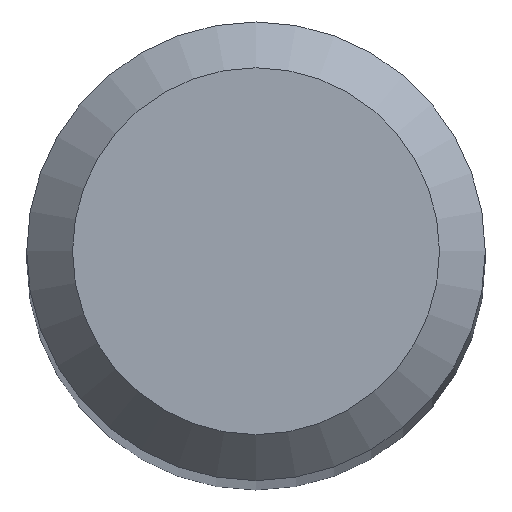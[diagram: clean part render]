
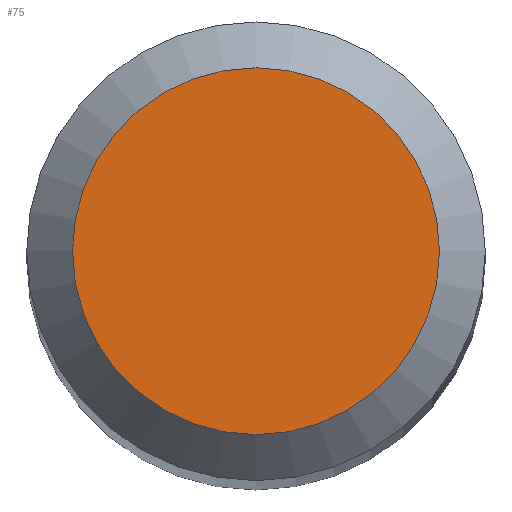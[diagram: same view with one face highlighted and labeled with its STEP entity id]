
A CAD part, top view. The second image highlights one B-rep face of the part: STEP entity #75.
In plain terms, the highlighted planar face has unit normal (0, 0, 1).
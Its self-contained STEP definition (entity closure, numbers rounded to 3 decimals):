
#2 = DIRECTION ( 'NONE',  ( 0., 1., 0. ) ) ;
#11 = AXIS2_PLACEMENT_3D ( 'NONE', #34, #161, #2 ) ;
#12 = DIRECTION ( 'NONE',  ( 0., 0., -1. ) ) ;
#18 = PLANE ( 'NONE',  #11 ) ;
#27 = CIRCLE ( 'NONE', #170, 1.2 ) ;
#34 = CARTESIAN_POINT ( 'NONE',  ( 0., 0., 38. ) ) ;
#47 = DIRECTION ( 'NONE',  ( 0., 1., 0. ) ) ;
#52 = EDGE_CURVE ( 'NONE', #138, #138, #27, .T. ) ;
#75 = ADVANCED_FACE ( 'NONE', ( #111 ), #18, .F. ) ;
#90 = EDGE_LOOP ( 'NONE', ( #123 ) ) ;
#111 = FACE_OUTER_BOUND ( 'NONE', #90, .T. ) ;
#123 = ORIENTED_EDGE ( 'NONE', *, *, #52, .F. ) ;
#138 = VERTEX_POINT ( 'NONE', #175 ) ;
#161 = DIRECTION ( 'NONE',  ( 0., 0., -1. ) ) ;
#170 = AXIS2_PLACEMENT_3D ( 'NONE', #173, #12, #47 ) ;
#173 = CARTESIAN_POINT ( 'NONE',  ( 0., 0., 38. ) ) ;
#175 = CARTESIAN_POINT ( 'NONE',  ( 0., 1.2, 38. ) ) ;
